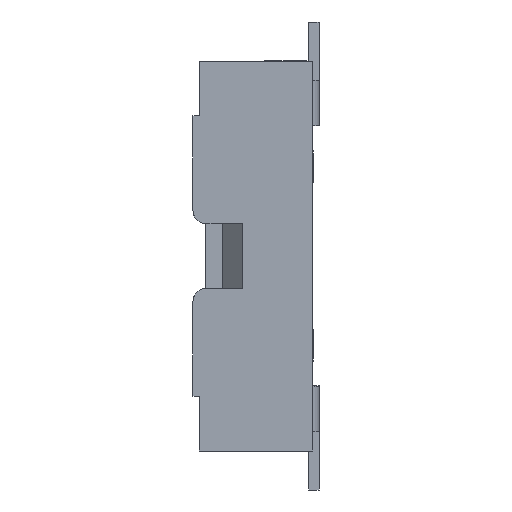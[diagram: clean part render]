
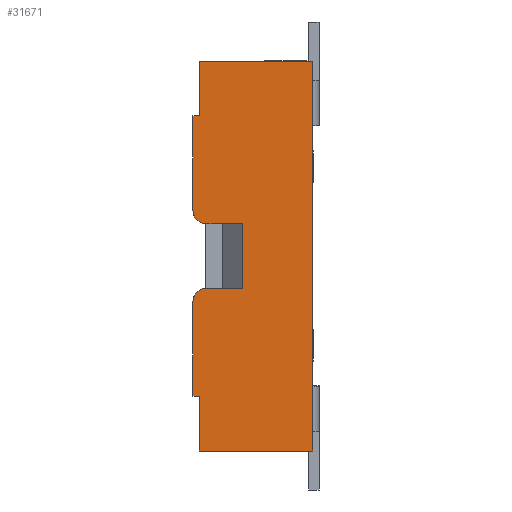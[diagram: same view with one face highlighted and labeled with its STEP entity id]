
A CAD part, left-side view. The second image highlights one B-rep face of the part: STEP entity #31671.
In plain terms, the highlighted planar face has unit normal (-1, 0, 0).
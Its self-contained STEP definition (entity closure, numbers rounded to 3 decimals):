
#217 = DIRECTION ( 'NONE',  ( 0., -1., 0. ) ) ;
#1426 = DIRECTION ( 'NONE',  ( 0., 0., -1. ) ) ;
#1919 = VECTOR ( 'NONE', #19774, 1000. ) ;
#2086 = VERTEX_POINT ( 'NONE', #3578 ) ;
#2500 = ORIENTED_EDGE ( 'NONE', *, *, #7841, .T. ) ;
#2744 = LINE ( 'NONE', #24437, #35981 ) ;
#3578 = CARTESIAN_POINT ( 'NONE',  ( -3.65, 0.92, -1.08 ) ) ;
#4306 = EDGE_CURVE ( 'NONE', #2086, #14817, #21236, .T. ) ;
#4420 = DIRECTION ( 'NONE',  ( 0., 0., 1. ) ) ;
#4949 = DIRECTION ( 'NONE',  ( 0., 0., 1. ) ) ;
#5423 = VERTEX_POINT ( 'NONE', #23634 ) ;
#6065 = VERTEX_POINT ( 'NONE', #19946 ) ;
#6510 = EDGE_CURVE ( 'NONE', #6065, #7167, #32558, .T. ) ;
#6519 = VECTOR ( 'NONE', #13543, 1000. ) ;
#6543 = LINE ( 'NONE', #14558, #33422 ) ;
#6820 = AXIS2_PLACEMENT_3D ( 'NONE', #14259, #23686, #4949 ) ;
#7167 = VERTEX_POINT ( 'NONE', #25311 ) ;
#7249 = DIRECTION ( 'NONE',  ( 0., 0., 1. ) ) ;
#7250 = CARTESIAN_POINT ( 'NONE',  ( -3.65, 0.92, 1.08 ) ) ;
#7603 = ORIENTED_EDGE ( 'NONE', *, *, #9847, .F. ) ;
#7841 = EDGE_CURVE ( 'NONE', #30261, #25408, #13850, .T. ) ;
#8154 = EDGE_CURVE ( 'NONE', #19849, #26330, #2744, .T. ) ;
#9847 = EDGE_CURVE ( 'NONE', #7167, #26330, #23176, .T. ) ;
#10318 = ORIENTED_EDGE ( 'NONE', *, *, #36421, .F. ) ;
#10342 = DIRECTION ( 'NONE',  ( -1., 0., 0. ) ) ;
#11469 = DIRECTION ( 'NONE',  ( 0., 0., -1. ) ) ;
#11713 = DIRECTION ( 'NONE',  ( 0., -1., 0. ) ) ;
#13479 = CARTESIAN_POINT ( 'NONE',  ( -3.65, 0.87, 0.35 ) ) ;
#13543 = DIRECTION ( 'NONE',  ( 0., 1., 0. ) ) ;
#13850 = LINE ( 'NONE', #25444, #6519 ) ;
#14259 = CARTESIAN_POINT ( 'NONE',  ( -3.65, 0.97, 1.5 ) ) ;
#14493 = ORIENTED_EDGE ( 'NONE', *, *, #8154, .T. ) ;
#14558 = CARTESIAN_POINT ( 'NONE',  ( -3.65, 0.97, 0.25 ) ) ;
#14787 = LINE ( 'NONE', #38656, #39691 ) ;
#14817 = VERTEX_POINT ( 'NONE', #21613 ) ;
#15717 = CARTESIAN_POINT ( 'NONE',  ( -3.65, 0.97, 1.5 ) ) ;
#16397 = DIRECTION ( 'NONE',  ( 0., 1., 0. ) ) ;
#16880 = CARTESIAN_POINT ( 'NONE',  ( -3.65, 0.87, -0.35 ) ) ;
#17436 = EDGE_CURVE ( 'NONE', #32975, #14817, #37421, .T. ) ;
#18985 = ORIENTED_EDGE ( 'NONE', *, *, #17436, .T. ) ;
#19231 = EDGE_CURVE ( 'NONE', #5423, #20978, #6543, .T. ) ;
#19460 = AXIS2_PLACEMENT_3D ( 'NONE', #13479, #32687, #4420 ) ;
#19774 = DIRECTION ( 'NONE',  ( 0., 0., 1. ) ) ;
#19849 = VERTEX_POINT ( 'NONE', #30107 ) ;
#19914 = LINE ( 'NONE', #24279, #32612 ) ;
#19946 = CARTESIAN_POINT ( 'NONE',  ( -3.65, 0.92, 1.5 ) ) ;
#20978 = VERTEX_POINT ( 'NONE', #39949 ) ;
#21055 = VERTEX_POINT ( 'NONE', #31110 ) ;
#21236 = LINE ( 'NONE', #38095, #31539 ) ;
#21509 = FACE_OUTER_BOUND ( 'NONE', #40395, .T. ) ;
#21516 = LINE ( 'NONE', #22793, #1919 ) ;
#21613 = CARTESIAN_POINT ( 'NONE',  ( -3.65, 0.97, -1.08 ) ) ;
#21785 = ORIENTED_EDGE ( 'NONE', *, *, #33232, .T. ) ;
#21816 = VECTOR ( 'NONE', #26400, 1000. ) ;
#22602 = CARTESIAN_POINT ( 'NONE',  ( -3.65, 0.97, 0.35 ) ) ;
#22793 = CARTESIAN_POINT ( 'NONE',  ( -3.65, 0.92, 0. ) ) ;
#22799 = CARTESIAN_POINT ( 'NONE',  ( -3.65, 0.97, 1.5 ) ) ;
#22898 = CARTESIAN_POINT ( 'NONE',  ( -3.65, 0.05, 1.5 ) ) ;
#23127 = CARTESIAN_POINT ( 'NONE',  ( -3.65, 0.97, -0.25 ) ) ;
#23176 = LINE ( 'NONE', #22898, #36345 ) ;
#23311 = EDGE_CURVE ( 'NONE', #19849, #2086, #21516, .T. ) ;
#23489 = ORIENTED_EDGE ( 'NONE', *, *, #23311, .F. ) ;
#23634 = CARTESIAN_POINT ( 'NONE',  ( -3.65, 0.87, 0.25 ) ) ;
#23686 = DIRECTION ( 'NONE',  ( -1., 0., 0. ) ) ;
#23761 = VECTOR ( 'NONE', #217, 1000. ) ;
#23892 = DIRECTION ( 'NONE',  ( 0., -1., 0. ) ) ;
#24279 = CARTESIAN_POINT ( 'NONE',  ( -3.65, 0.97, 1.5 ) ) ;
#24437 = CARTESIAN_POINT ( 'NONE',  ( -3.65, 0.97, -1.5 ) ) ;
#25311 = CARTESIAN_POINT ( 'NONE',  ( -3.65, 0.05, 1.5 ) ) ;
#25320 = ORIENTED_EDGE ( 'NONE', *, *, #33539, .T. ) ;
#25408 = VERTEX_POINT ( 'NONE', #30422 ) ;
#25444 = CARTESIAN_POINT ( 'NONE',  ( -3.65, 0.92, 1.08 ) ) ;
#25775 = ORIENTED_EDGE ( 'NONE', *, *, #19231, .T. ) ;
#26260 = ORIENTED_EDGE ( 'NONE', *, *, #4306, .F. ) ;
#26330 = VERTEX_POINT ( 'NONE', #38368 ) ;
#26400 = DIRECTION ( 'NONE',  ( 0., 0., 1. ) ) ;
#26681 = EDGE_CURVE ( 'NONE', #30261, #6065, #35024, .T. ) ;
#28347 = ORIENTED_EDGE ( 'NONE', *, *, #26681, .F. ) ;
#28878 = VERTEX_POINT ( 'NONE', #38895 ) ;
#29168 = VECTOR ( 'NONE', #1426, 1000. ) ;
#29769 = EDGE_CURVE ( 'NONE', #40410, #5423, #31794, .T. ) ;
#30107 = CARTESIAN_POINT ( 'NONE',  ( -3.65, 0.92, -1.5 ) ) ;
#30248 = VECTOR ( 'NONE', #38674, 1000. ) ;
#30261 = VERTEX_POINT ( 'NONE', #7250 ) ;
#30422 = CARTESIAN_POINT ( 'NONE',  ( -3.65, 0.97, 1.08 ) ) ;
#30458 = ORIENTED_EDGE ( 'NONE', *, *, #6510, .F. ) ;
#31110 = CARTESIAN_POINT ( 'NONE',  ( -3.65, 0.87, -0.25 ) ) ;
#31539 = VECTOR ( 'NONE', #16397, 1000. ) ;
#31671 = ADVANCED_FACE ( 'NONE', ( #21509 ), #36060, .T. ) ;
#31794 = CIRCLE ( 'NONE', #19460, 0.1 ) ;
#31821 = AXIS2_PLACEMENT_3D ( 'NONE', #16880, #10342, #38713 ) ;
#32111 = CIRCLE ( 'NONE', #31821, 0.1 ) ;
#32558 = LINE ( 'NONE', #15717, #23761 ) ;
#32582 = EDGE_CURVE ( 'NONE', #21055, #28878, #38524, .T. ) ;
#32612 = VECTOR ( 'NONE', #11469, 1000. ) ;
#32687 = DIRECTION ( 'NONE',  ( -1., 0., 0. ) ) ;
#32975 = VERTEX_POINT ( 'NONE', #34678 ) ;
#33232 = EDGE_CURVE ( 'NONE', #25408, #40410, #19914, .T. ) ;
#33422 = VECTOR ( 'NONE', #11713, 1000. ) ;
#33539 = EDGE_CURVE ( 'NONE', #21055, #32975, #32111, .T. ) ;
#34434 = ORIENTED_EDGE ( 'NONE', *, *, #32582, .F. ) ;
#34678 = CARTESIAN_POINT ( 'NONE',  ( -3.65, 0.97, -0.35 ) ) ;
#35024 = LINE ( 'NONE', #35808, #21816 ) ;
#35589 = DIRECTION ( 'NONE',  ( 0., 0., -1. ) ) ;
#35808 = CARTESIAN_POINT ( 'NONE',  ( -3.65, 0.92, 0. ) ) ;
#35981 = VECTOR ( 'NONE', #23892, 1000. ) ;
#36060 = PLANE ( 'NONE',  #6820 ) ;
#36345 = VECTOR ( 'NONE', #35589, 1000. ) ;
#36421 = EDGE_CURVE ( 'NONE', #28878, #20978, #14787, .T. ) ;
#36680 = ORIENTED_EDGE ( 'NONE', *, *, #29769, .T. ) ;
#37421 = LINE ( 'NONE', #22799, #29168 ) ;
#38095 = CARTESIAN_POINT ( 'NONE',  ( -3.65, 0.92, -1.08 ) ) ;
#38368 = CARTESIAN_POINT ( 'NONE',  ( -3.65, 0.05, -1.5 ) ) ;
#38524 = LINE ( 'NONE', #23127, #30248 ) ;
#38656 = CARTESIAN_POINT ( 'NONE',  ( -3.65, 0.59, -0.25 ) ) ;
#38674 = DIRECTION ( 'NONE',  ( 0., -1., 0. ) ) ;
#38713 = DIRECTION ( 'NONE',  ( 0., 0., 1. ) ) ;
#38895 = CARTESIAN_POINT ( 'NONE',  ( -3.65, 0.59, -0.25 ) ) ;
#39691 = VECTOR ( 'NONE', #7249, 1000. ) ;
#39949 = CARTESIAN_POINT ( 'NONE',  ( -3.65, 0.59, 0.25 ) ) ;
#40395 = EDGE_LOOP ( 'NONE', ( #7603, #30458, #28347, #2500, #21785, #36680, #25775, #10318, #34434, #25320, #18985, #26260, #23489, #14493 ) ) ;
#40410 = VERTEX_POINT ( 'NONE', #22602 ) ;
